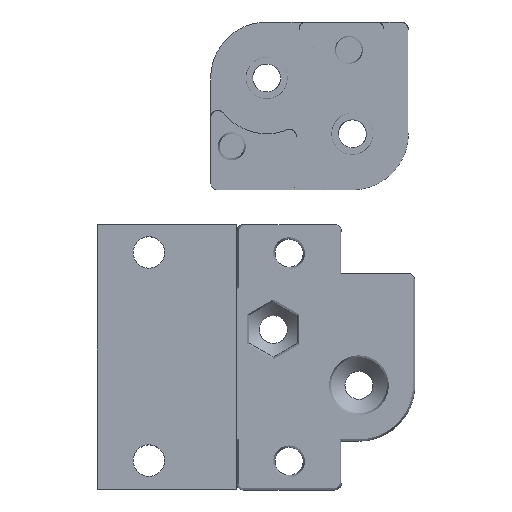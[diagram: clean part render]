
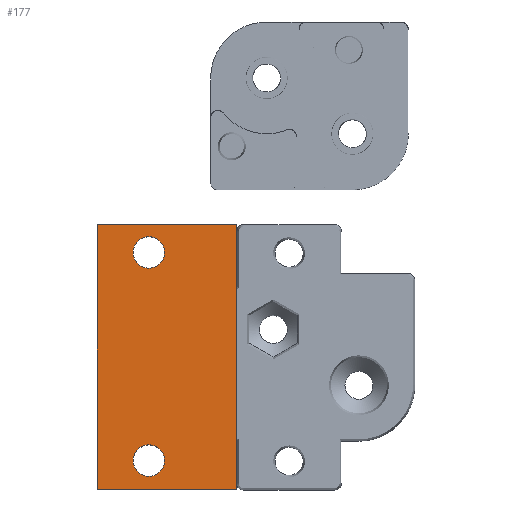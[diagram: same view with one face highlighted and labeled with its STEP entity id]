
A CAD part, top view. The second image highlights one B-rep face of the part: STEP entity #177.
In plain terms, the highlighted planar face has unit normal (0, 0, 1).
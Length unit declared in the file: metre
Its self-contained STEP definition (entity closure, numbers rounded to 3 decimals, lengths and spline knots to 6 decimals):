
#13=LINE('',#347,#26);
#18=LINE('',#389,#31);
#20=LINE('',#393,#33);
#22=LINE('',#396,#35);
#26=VECTOR('',#280,1.);
#31=VECTOR('',#287,1.);
#33=VECTOR('',#291,1.);
#35=VECTOR('',#295,1.);
#48=PLANE('',#257);
#73=ORIENTED_EDGE('',*,*,#93,.T.);
#74=ORIENTED_EDGE('',*,*,#95,.T.);
#75=ORIENTED_EDGE('',*,*,#101,.F.);
#76=ORIENTED_EDGE('',*,*,#113,.F.);
#77=ORIENTED_EDGE('',*,*,#109,.T.);
#78=ORIENTED_EDGE('',*,*,#111,.T.);
#93=EDGE_CURVE('',#118,#118,#138,.F.);
#95=EDGE_CURVE('',#120,#120,#140,.F.);
#101=EDGE_CURVE('',#126,#127,#13,.T.);
#109=EDGE_CURVE('',#135,#134,#18,.T.);
#111=EDGE_CURVE('',#134,#127,#20,.T.);
#113=EDGE_CURVE('',#135,#126,#22,.T.);
#118=VERTEX_POINT('',#305);
#120=VERTEX_POINT('',#310);
#126=VERTEX_POINT('',#346);
#127=VERTEX_POINT('',#348);
#134=VERTEX_POINT('',#388);
#135=VERTEX_POINT('',#390);
#138=CIRCLE('',#249,0.00225);
#140=CIRCLE('',#252,0.00225);
#149=EDGE_LOOP('',(#73));
#150=EDGE_LOOP('',(#74));
#151=EDGE_LOOP('',(#75,#76,#77,#78));
#163=FACE_BOUND('',#149,.T.);
#164=FACE_BOUND('',#150,.T.);
#165=FACE_BOUND('',#151,.T.);
#177=ADVANCED_FACE('',(#163,#164,#165),#48,.T.);
#249=AXIS2_PLACEMENT_3D('',#304,#266,#267);
#252=AXIS2_PLACEMENT_3D('',#309,#272,#273);
#257=AXIS2_PLACEMENT_3D('',#395,#293,#294);
#266=DIRECTION('',(0.,0.,1.));
#267=DIRECTION('',(1.,0.,0.));
#272=DIRECTION('',(0.,0.,1.));
#273=DIRECTION('',(1.,0.,0.));
#280=DIRECTION('',(0.,-1.,0.));
#287=DIRECTION('',(0.,-1.,0.));
#291=DIRECTION('',(1.,0.,0.));
#293=DIRECTION('',(0.,0.,1.));
#294=DIRECTION('',(1.,0.,0.));
#295=DIRECTION('',(1.,0.,0.));
#304=CARTESIAN_POINT('',(0.0845,0.108007,0.008006));
#305=CARTESIAN_POINT('',(0.08675,0.108007,0.008006));
#309=CARTESIAN_POINT('',(0.0845,0.078207,0.008006));
#310=CARTESIAN_POINT('',(0.08675,0.078207,0.008006));
#346=CARTESIAN_POINT('',(0.0971,0.112007,0.008006));
#347=CARTESIAN_POINT('',(0.0971,0.093034,0.008006));
#348=CARTESIAN_POINT('',(0.0971,0.074061,0.008006));
#388=CARTESIAN_POINT('',(0.0771,0.074061,0.008006));
#389=CARTESIAN_POINT('',(0.0771,0.093034,0.008006));
#390=CARTESIAN_POINT('',(0.0771,0.112007,0.008006));
#393=CARTESIAN_POINT('',(0.0771,0.074061,0.008006));
#395=CARTESIAN_POINT('',(0.0771,0.093034,0.008006));
#396=CARTESIAN_POINT('',(0.0771,0.112007,0.008006));
